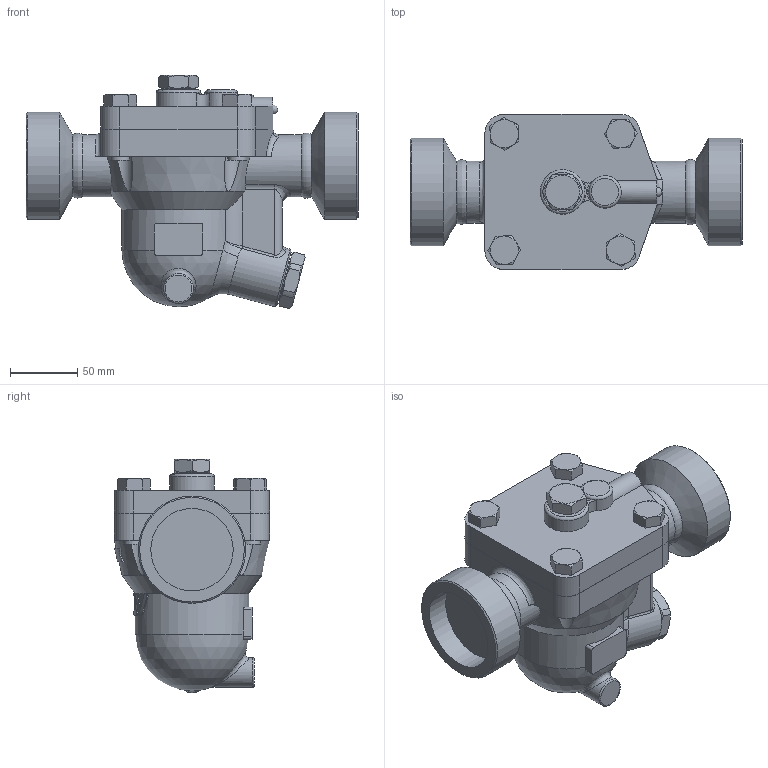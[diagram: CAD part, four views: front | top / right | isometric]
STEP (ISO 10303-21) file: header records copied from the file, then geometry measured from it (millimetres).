
FILE_DESCRIPTION((''),'2;1');
FILE_NAME('j5rlp-050-sw000-00.stp','2010-11-19T14:12:40',('nakaot'),(''),'Autodesk Inventor 2008','Autodesk Inventor 2008','');
FILE_SCHEMA(('AUTOMOTIVE_DESIGN { 1 0 10303 214 1 1 1 1 }'));
Length unit declared in the file: millimetre
Products named in the file (1): j5rlp-050-sw000-00
Bounding box: 246 x 115 x 173.18 mm (x, y, z)
Volume: 1652205.7 mm3; surface area: 148656 mm2
Topology: 1 solids, 1 shells, 267 faces, 660 edges, 413 vertices
Faces by surface type: plane 109, cylinder 57, cone 51, bspline 43, torus 5, sphere 2
Full cylindrical faces by diameter (mm): 14 x8, 21 x1, 22 x1, 27 x1, 44 x1, 46 x2, 79.5 x2, 80 x1
Entity records: 16068 total; most frequent: CARTESIAN_POINT 10375, ORIENTED_EDGE 1216, DIRECTION 1091, EDGE_CURVE 608, AXIS2_PLACEMENT_3D 448, VERTEX_POINT 401, EDGE_LOOP 333, FACE_OUTER_BOUND 267
